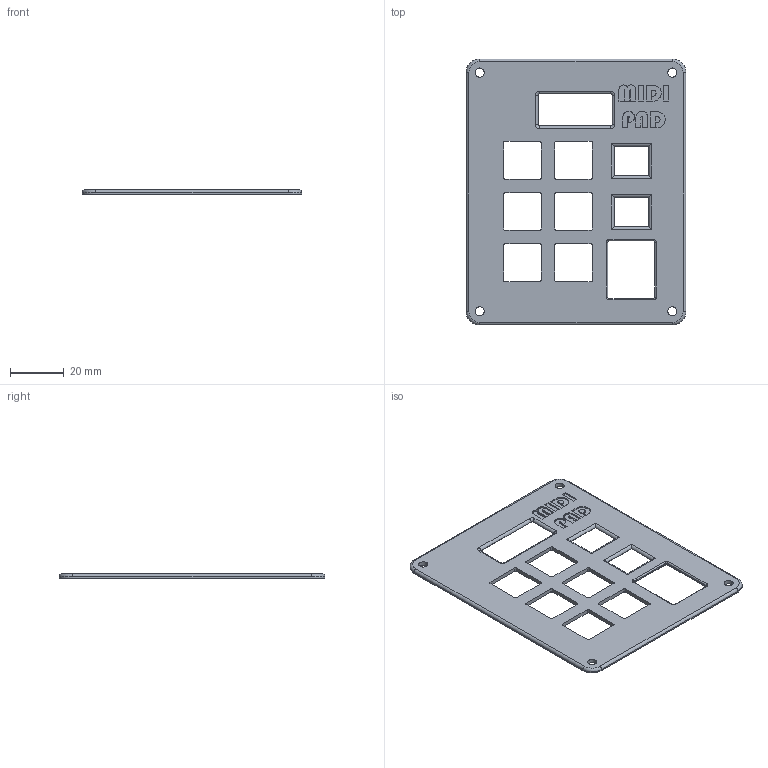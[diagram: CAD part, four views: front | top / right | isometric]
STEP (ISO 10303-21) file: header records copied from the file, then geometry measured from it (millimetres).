
FILE_DESCRIPTION(/* description */ (''),/* implementation_level */ '2;1');
FILE_NAME(/* name */ 'top.step',/* time_stamp */ '2025-07-10T19:19:08-05:00',/* author */ (''),/* organization */ (''),/* preprocessor_version */ 'ST-DEVELOPER v20.1',/* originating_system */ 'Autodesk Translation Framework v14.10.0.0',/* authorisation */ '');
FILE_SCHEMA (('AUTOMOTIVE_DESIGN { 1 0 10303 214 3 1 1 }'));
Length unit declared in the file: millimetre
Products named in the file (2): 2025-07-10-16-45-33-792; 2025-07-10-19-08-39-929
Assembly tree (1 placements, depth 2):
  2025-07-10-16-45-33-792
    2025-07-10-19-08-39-929
Bounding box: 81.7 x 98.83 x 1.5 mm (x, y, z)
Volume: 8568.3 mm3; surface area: 12959.2 mm2
Topology: 1 solids, 1 shells, 224 faces, 605 edges, 390 vertices
Faces by surface type: plane 87, cylinder 72, bspline 45, torus 20
Full cylindrical faces by diameter (mm): 3.4 x4
Entity records: 7540 total; most frequent: CARTESIAN_POINT 1987, ORIENTED_EDGE 1210, DIRECTION 1031, EDGE_CURVE 605, VERTEX_POINT 390, LINE 363, VECTOR 363, AXIS2_PLACEMENT_3D 334
